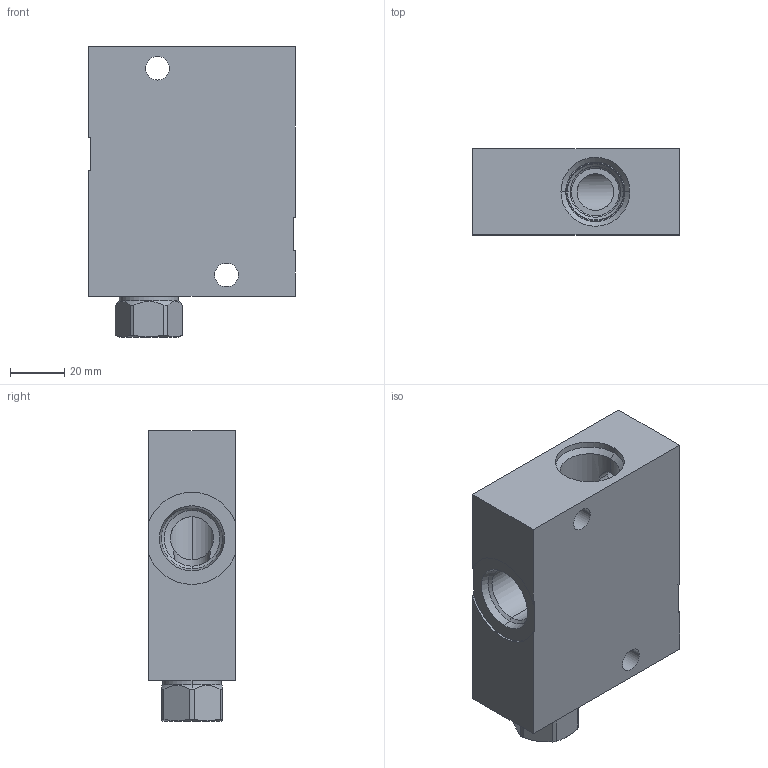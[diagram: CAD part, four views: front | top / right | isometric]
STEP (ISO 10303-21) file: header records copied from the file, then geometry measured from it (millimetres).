
FILE_DESCRIPTION((''),'2;1');
FILE_NAME('E6K_ASM','2023-09-12T',('ProEService'),(''),'PRO/ENGINEER BY PARAMETRIC TECHNOLOGY CORPORATION, 2014200','PRO/ENGINEER BY PARAMETRIC TECHNOLOGY CORPORATION, 2014200','');
FILE_SCHEMA(('CONFIG_CONTROL_DESIGN'));
Length unit declared in the file: inch
Products named in the file (3): 151-019-006; CXDAXCN; E6K_ASM
Assembly tree (2 placements, depth 2):
  E6K_ASM
    151-019-006
    CXDAXCN
Bounding box: 76.2 x 31.75 x 107.16 mm (x, y, z)
Volume: 177412.5 mm3; surface area: 41752.6 mm2
Topology: 4 solids, 4 shells, 230 faces, 743 edges, 618 vertices
Faces by surface type: cylinder 100, cone 53, plane 36, torus 22, bspline 11, revolution 8
Entity records: 14094 total; most frequent: CARTESIAN_POINT 7674, DIRECTION 1323, ORIENTED_EDGE 1086, EDGE_CURVE 543, AXIS2_PLACEMENT_3D 466, VECTOR 383, LINE 383, VERTEX_POINT 333
